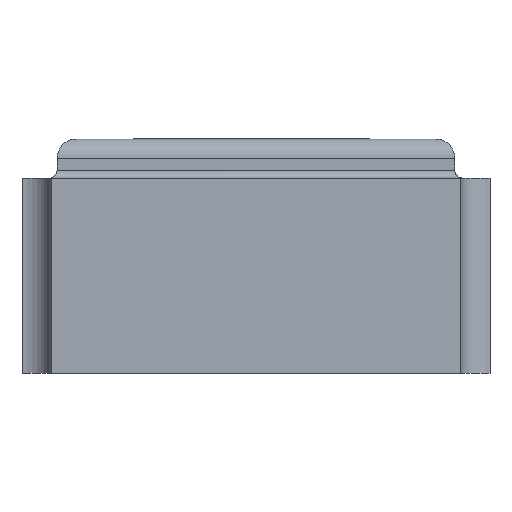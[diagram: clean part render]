
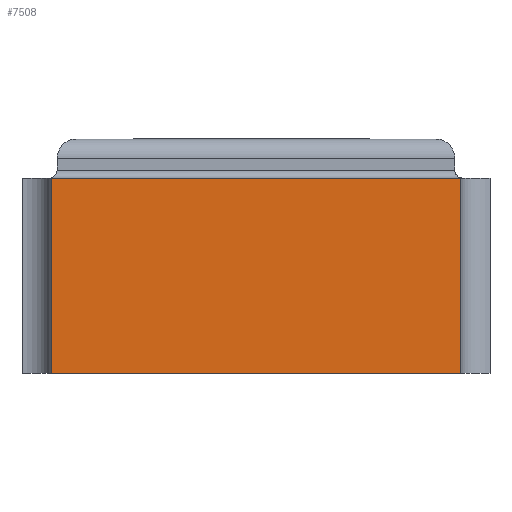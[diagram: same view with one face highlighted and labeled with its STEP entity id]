
A CAD part, left-side view. The second image highlights one B-rep face of the part: STEP entity #7508.
In plain terms, the highlighted planar face has unit normal (-1, 0, 0).
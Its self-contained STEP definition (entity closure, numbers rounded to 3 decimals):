
#85 = EDGE_CURVE ( 'NONE', #4753, #6993, #3117, .T. ) ;
#96 = VECTOR ( 'NONE', #6313, 1000. ) ;
#268 = DIRECTION ( 'NONE',  ( 1., 0., 0. ) ) ;
#306 = VERTEX_POINT ( 'NONE', #4411 ) ;
#661 = CARTESIAN_POINT ( 'NONE',  ( -1., 0.525, 0. ) ) ;
#1273 = ORIENTED_EDGE ( 'NONE', *, *, #3127, .T. ) ;
#1683 = CARTESIAN_POINT ( 'NONE',  ( -1., -0.525, 0. ) ) ;
#1774 = DIRECTION ( 'NONE',  ( 0., 0., 1. ) ) ;
#2471 = PLANE ( 'NONE',  #2940 ) ;
#2702 = CARTESIAN_POINT ( 'NONE',  ( -1., -0.6, 0. ) ) ;
#2940 = AXIS2_PLACEMENT_3D ( 'NONE', #5529, #268, #4015 ) ;
#2958 = LINE ( 'NONE', #661, #9007 ) ;
#3117 = LINE ( 'NONE', #4062, #8570 ) ;
#3127 = EDGE_CURVE ( 'NONE', #9374, #306, #2958, .T. ) ;
#3389 = EDGE_CURVE ( 'NONE', #306, #4753, #8288, .T. ) ;
#3717 = DIRECTION ( 'NONE',  ( 0., 0., -1. ) ) ;
#3893 = CARTESIAN_POINT ( 'NONE',  ( -1., 0.525, 0.5 ) ) ;
#3936 = ORIENTED_EDGE ( 'NONE', *, *, #3389, .T. ) ;
#4015 = DIRECTION ( 'NONE',  ( 0., 0., -1. ) ) ;
#4062 = CARTESIAN_POINT ( 'NONE',  ( -1., -0.525, 0. ) ) ;
#4244 = DIRECTION ( 'NONE',  ( 0., -1., 0. ) ) ;
#4411 = CARTESIAN_POINT ( 'NONE',  ( -1., 0.525, 0. ) ) ;
#4753 = VERTEX_POINT ( 'NONE', #1683 ) ;
#4806 = LINE ( 'NONE', #6364, #96 ) ;
#5529 = CARTESIAN_POINT ( 'NONE',  ( -1., -0.6, 0.5 ) ) ;
#5581 = FACE_OUTER_BOUND ( 'NONE', #6897, .T. ) ;
#5640 = VECTOR ( 'NONE', #4244, 1000. ) ;
#6137 = CARTESIAN_POINT ( 'NONE',  ( -1., -0.525, 0.5 ) ) ;
#6313 = DIRECTION ( 'NONE',  ( 0., -1., 0. ) ) ;
#6364 = CARTESIAN_POINT ( 'NONE',  ( -1., -0.6, 0.5 ) ) ;
#6858 = ORIENTED_EDGE ( 'NONE', *, *, #8609, .F. ) ;
#6897 = EDGE_LOOP ( 'NONE', ( #3936, #7803, #6858, #1273 ) ) ;
#6993 = VERTEX_POINT ( 'NONE', #6137 ) ;
#7508 = ADVANCED_FACE ( 'NONE', ( #5581 ), #2471, .F. ) ;
#7803 = ORIENTED_EDGE ( 'NONE', *, *, #85, .T. ) ;
#8288 = LINE ( 'NONE', #2702, #5640 ) ;
#8570 = VECTOR ( 'NONE', #1774, 1000. ) ;
#8609 = EDGE_CURVE ( 'NONE', #9374, #6993, #4806, .T. ) ;
#9007 = VECTOR ( 'NONE', #3717, 1000. ) ;
#9374 = VERTEX_POINT ( 'NONE', #3893 ) ;
